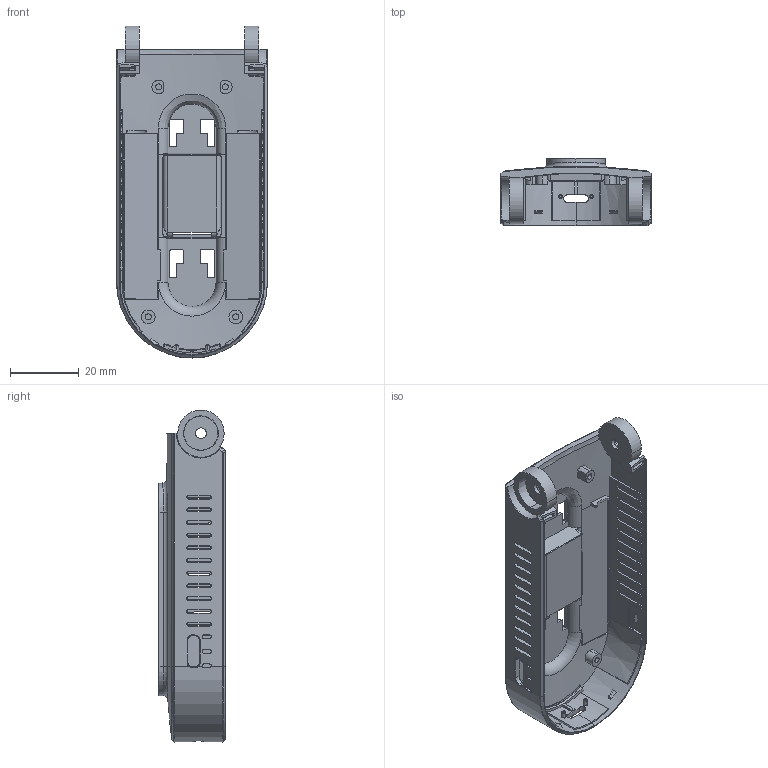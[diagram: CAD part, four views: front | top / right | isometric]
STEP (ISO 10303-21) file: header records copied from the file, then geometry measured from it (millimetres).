
FILE_DESCRIPTION (( 'STEP AP214' ), '1' );
FILE_NAME ('15.STEP', '2022-12-12T11:40:36', ( '' ), ( '' ), 'SwSTEP 2.0', 'SolidWorks 2020', '' );
FILE_SCHEMA (( 'AUTOMOTIVE_DESIGN' ));
Length unit declared in the file: millimetre
Products named in the file (1): 15
Bounding box: 44 x 19.48 x 96.76 mm (x, y, z)
Volume: 10205.2 mm3; surface area: 16223.6 mm2
Topology: 1 solids, 1 shells, 1115 faces, 2996 edges, 1875 vertices
Faces by surface type: plane 355, bspline 307, cylinder 290, cone 98, sphere 40, torus 25
Entity records: 41286 total; most frequent: CARTESIAN_POINT 16724, ORIENTED_EDGE 5952, DIRECTION 4004, EDGE_CURVE 2976, VERTEX_POINT 1873, AXIS2_PLACEMENT_3D 1340, VECTOR 1324, LINE 1324
